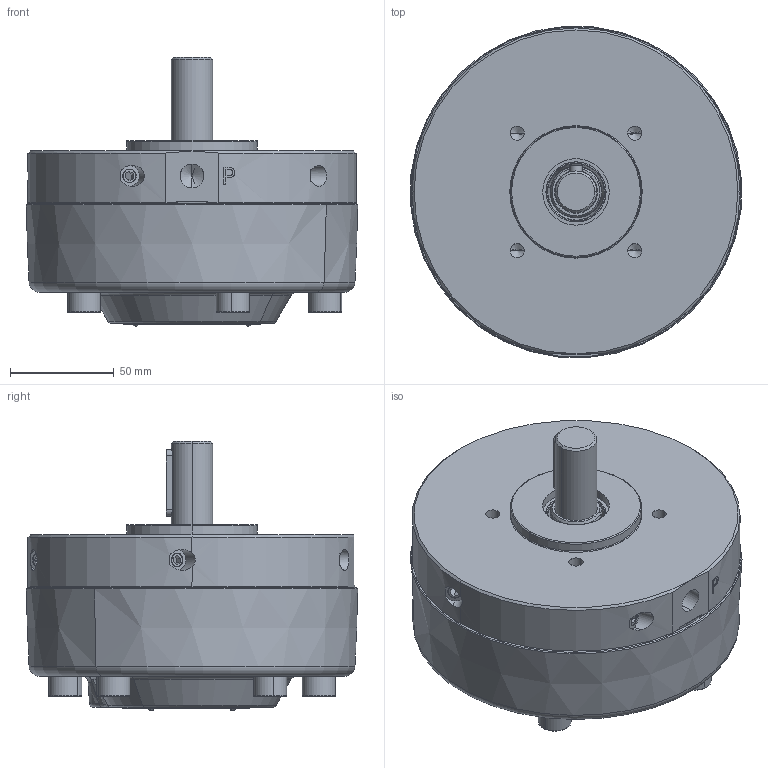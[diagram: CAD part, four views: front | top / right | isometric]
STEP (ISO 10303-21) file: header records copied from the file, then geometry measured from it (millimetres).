
FILE_DESCRIPTION (( 'STEP AP214' ), '1' );
FILE_NAME ('BRK11-...-B 5 pistons 1000 bar.STEP', '2021-02-26T15:43:25', ( '' ), ( '' ), 'SwSTEP 2.0', 'SolidWorks 2020', '' );
FILE_SCHEMA (( 'AUTOMOTIVE_DESIGN' ));
Length unit declared in the file: millimetre
Products named in the file (1): BRK11-...-B 5 pistons 1000 bar
Bounding box: 159.54 x 159.54 x 129.7 mm (x, y, z)
Volume: 1440863.6 mm3; surface area: 97973.1 mm2
Topology: 1 solids, 24 shells, 894 faces, 2134 edges, 1360 vertices
Faces by surface type: plane 434, bspline 173, cylinder 146, cone 82, torus 51, sphere 8
Entity records: 31976 total; most frequent: CARTESIAN_POINT 12285, ORIENTED_EDGE 4240, DIRECTION 3716, EDGE_CURVE 2120, VERTEX_POINT 1360, AXIS2_PLACEMENT_3D 1301, LINE 1114, VECTOR 1114
